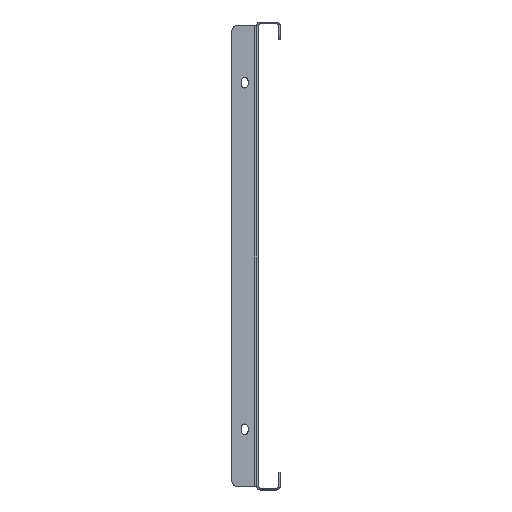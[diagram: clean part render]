
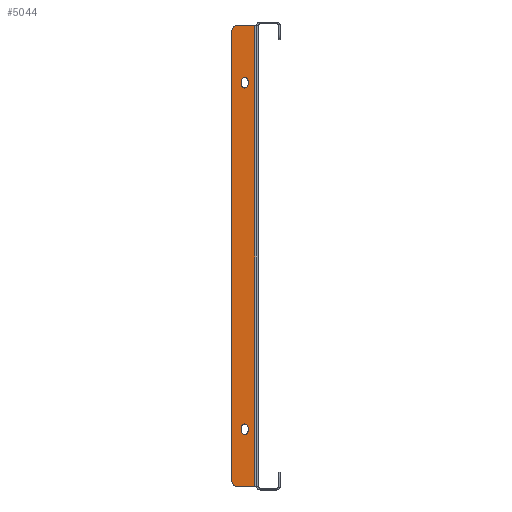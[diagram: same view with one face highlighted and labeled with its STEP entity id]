
A CAD part, left-side view. The second image highlights one B-rep face of the part: STEP entity #5044.
In plain terms, the highlighted planar face has unit normal (-1, 0, 0).
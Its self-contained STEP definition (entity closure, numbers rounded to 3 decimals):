
#513 = AXIS2_PLACEMENT_3D ( 'NONE', #6023, #17047, #1189 ) ;
#522 = VERTEX_POINT ( 'NONE', #4180 ) ;
#632 = ORIENTED_EDGE ( 'NONE', *, *, #19019, .F. ) ;
#637 = ORIENTED_EDGE ( 'NONE', *, *, #1377, .T. ) ;
#817 = CARTESIAN_POINT ( 'NONE',  ( -396., 16., 195.5 ) ) ;
#838 = ORIENTED_EDGE ( 'NONE', *, *, #15988, .F. ) ;
#874 = EDGE_CURVE ( 'NONE', #1788, #18027, #12107, .T. ) ;
#1016 = EDGE_CURVE ( 'NONE', #17230, #6097, #10518, .T. ) ;
#1189 = DIRECTION ( 'NONE',  ( 0., 1., 0. ) ) ;
#1377 = EDGE_CURVE ( 'NONE', #522, #18961, #10478, .T. ) ;
#1403 = CIRCLE ( 'NONE', #5008, 5. ) ;
#1412 = FACE_BOUND ( 'NONE', #4687, .T. ) ;
#1439 = EDGE_CURVE ( 'NONE', #522, #16799, #7790, .T. ) ;
#1558 = VERTEX_POINT ( 'NONE', #9826 ) ;
#1570 = DIRECTION ( 'NONE',  ( 0., 1., 0. ) ) ;
#1615 = ORIENTED_EDGE ( 'NONE', *, *, #7379, .F. ) ;
#1648 = DIRECTION ( 'NONE',  ( 0., -1., 0. ) ) ;
#1666 = CARTESIAN_POINT ( 'NONE',  ( -396., 7.25, 145.25 ) ) ;
#1788 = VERTEX_POINT ( 'NONE', #4389 ) ;
#1884 = CARTESIAN_POINT ( 'NONE',  ( -396., 16., -195.5 ) ) ;
#1920 = CARTESIAN_POINT ( 'NONE',  ( -396., 21., 190.5 ) ) ;
#1930 = EDGE_LOOP ( 'NONE', ( #1615, #16019, #6724, #632 ) ) ;
#2294 = CARTESIAN_POINT ( 'NONE',  ( -396., 10., 145.25 ) ) ;
#2705 = VECTOR ( 'NONE', #3833, 1000. ) ;
#2757 = DIRECTION ( 'NONE',  ( -1., 0., 0. ) ) ;
#2951 = EDGE_LOOP ( 'NONE', ( #838, #17001, #11216, #637, #7729, #19558 ) ) ;
#2978 = EDGE_CURVE ( 'NONE', #14205, #16676, #3304, .T. ) ;
#3057 = CARTESIAN_POINT ( 'NONE',  ( -396., 16., -190.5 ) ) ;
#3221 = AXIS2_PLACEMENT_3D ( 'NONE', #2294, #13017, #19320 ) ;
#3304 = CIRCLE ( 'NONE', #13525, 2.75 ) ;
#3785 = CIRCLE ( 'NONE', #513, 2.75 ) ;
#3833 = DIRECTION ( 'NONE',  ( 0., 0., -1. ) ) ;
#3890 = CARTESIAN_POINT ( 'NONE',  ( -396., 12.75, -145.25 ) ) ;
#4093 = CARTESIAN_POINT ( 'NONE',  ( -396., 0., 0. ) ) ;
#4180 = CARTESIAN_POINT ( 'NONE',  ( -396., 21., -190.5 ) ) ;
#4389 = CARTESIAN_POINT ( 'NONE',  ( -396., 12.75, 145.25 ) ) ;
#4687 = EDGE_LOOP ( 'NONE', ( #11118, #11114, #15753, #13292 ) ) ;
#5008 = AXIS2_PLACEMENT_3D ( 'NONE', #12904, #17647, #19406 ) ;
#5044 = ADVANCED_FACE ( 'NONE', ( #1412, #7675, #5635 ), #11913, .T. ) ;
#5083 = LINE ( 'NONE', #5496, #6993 ) ;
#5313 = VERTEX_POINT ( 'NONE', #14683 ) ;
#5496 = CARTESIAN_POINT ( 'NONE',  ( -396., 12.75, -145.25 ) ) ;
#5635 = FACE_OUTER_BOUND ( 'NONE', #2951, .T. ) ;
#5714 = EDGE_CURVE ( 'NONE', #9656, #16799, #1403, .T. ) ;
#6023 = CARTESIAN_POINT ( 'NONE',  ( -396., 10., -145.25 ) ) ;
#6097 = VERTEX_POINT ( 'NONE', #11888 ) ;
#6257 = DIRECTION ( 'NONE',  ( 0., -1., 0. ) ) ;
#6351 = CIRCLE ( 'NONE', #14258, 2.75 ) ;
#6724 = ORIENTED_EDGE ( 'NONE', *, *, #19296, .F. ) ;
#6939 = CARTESIAN_POINT ( 'NONE',  ( -396., 7.25, 148.75 ) ) ;
#6993 = VECTOR ( 'NONE', #16223, 1000. ) ;
#7379 = EDGE_CURVE ( 'NONE', #8191, #20123, #3785, .T. ) ;
#7675 = FACE_BOUND ( 'NONE', #1930, .T. ) ;
#7729 = ORIENTED_EDGE ( 'NONE', *, *, #19363, .F. ) ;
#7790 = LINE ( 'NONE', #17290, #12135 ) ;
#8191 = VERTEX_POINT ( 'NONE', #15261 ) ;
#8255 = AXIS2_PLACEMENT_3D ( 'NONE', #4093, #12620, #15619 ) ;
#9131 = VECTOR ( 'NONE', #17136, 1000. ) ;
#9146 = DIRECTION ( 'NONE',  ( 0., -1., 0. ) ) ;
#9281 = LINE ( 'NONE', #18798, #18347 ) ;
#9343 = DIRECTION ( 'NONE',  ( -1., 0., 0. ) ) ;
#9421 = DIRECTION ( 'NONE',  ( 0., 0., 1. ) ) ;
#9656 = VERTEX_POINT ( 'NONE', #817 ) ;
#9826 = CARTESIAN_POINT ( 'NONE',  ( -396., 7.25, -148.75 ) ) ;
#10237 = CARTESIAN_POINT ( 'NONE',  ( -396., 1.5, -195.5 ) ) ;
#10478 = CIRCLE ( 'NONE', #20402, 5. ) ;
#10518 = LINE ( 'NONE', #18687, #9131 ) ;
#10677 = EDGE_CURVE ( 'NONE', #1558, #8191, #11699, .T. ) ;
#11114 = ORIENTED_EDGE ( 'NONE', *, *, #19015, .F. ) ;
#11118 = ORIENTED_EDGE ( 'NONE', *, *, #874, .F. ) ;
#11216 = ORIENTED_EDGE ( 'NONE', *, *, #1439, .F. ) ;
#11331 = EDGE_CURVE ( 'NONE', #18027, #14205, #9281, .T. ) ;
#11699 = LINE ( 'NONE', #18426, #12229 ) ;
#11800 = DIRECTION ( 'NONE',  ( 0., 0., 1. ) ) ;
#11888 = CARTESIAN_POINT ( 'NONE',  ( -396., 1.5, 195.5 ) ) ;
#11913 = PLANE ( 'NONE',  #8255 ) ;
#12069 = DIRECTION ( 'NONE',  ( -1., 0., 0. ) ) ;
#12107 = CIRCLE ( 'NONE', #3221, 2.75 ) ;
#12135 = VECTOR ( 'NONE', #9421, 1000. ) ;
#12229 = VECTOR ( 'NONE', #11800, 1000. ) ;
#12620 = DIRECTION ( 'NONE',  ( -1., 0., 0. ) ) ;
#12904 = CARTESIAN_POINT ( 'NONE',  ( -396., 16., 190.5 ) ) ;
#13017 = DIRECTION ( 'NONE',  ( -1., 0., 0. ) ) ;
#13292 = ORIENTED_EDGE ( 'NONE', *, *, #11331, .F. ) ;
#13525 = AXIS2_PLACEMENT_3D ( 'NONE', #15657, #9343, #1648 ) ;
#14205 = VERTEX_POINT ( 'NONE', #6939 ) ;
#14258 = AXIS2_PLACEMENT_3D ( 'NONE', #14985, #12069, #1570 ) ;
#14683 = CARTESIAN_POINT ( 'NONE',  ( -396., 12.75, -148.75 ) ) ;
#14985 = CARTESIAN_POINT ( 'NONE',  ( -396., 10., -148.75 ) ) ;
#15261 = CARTESIAN_POINT ( 'NONE',  ( -396., 7.25, -145.25 ) ) ;
#15475 = DIRECTION ( 'NONE',  ( 0., 1., 0. ) ) ;
#15619 = DIRECTION ( 'NONE',  ( 0., -1., 0. ) ) ;
#15657 = CARTESIAN_POINT ( 'NONE',  ( -396., 10., 148.75 ) ) ;
#15678 = LINE ( 'NONE', #20353, #15903 ) ;
#15753 = ORIENTED_EDGE ( 'NONE', *, *, #2978, .F. ) ;
#15903 = VECTOR ( 'NONE', #15475, 1000. ) ;
#15988 = EDGE_CURVE ( 'NONE', #9656, #6097, #17115, .T. ) ;
#16019 = ORIENTED_EDGE ( 'NONE', *, *, #10677, .F. ) ;
#16223 = DIRECTION ( 'NONE',  ( 0., 0., -1. ) ) ;
#16539 = LINE ( 'NONE', #17972, #2705 ) ;
#16676 = VERTEX_POINT ( 'NONE', #17404 ) ;
#16799 = VERTEX_POINT ( 'NONE', #1920 ) ;
#16849 = DIRECTION ( 'NONE',  ( 0., 0., 1. ) ) ;
#17001 = ORIENTED_EDGE ( 'NONE', *, *, #5714, .T. ) ;
#17047 = DIRECTION ( 'NONE',  ( -1., 0., 0. ) ) ;
#17115 = LINE ( 'NONE', #18576, #19443 ) ;
#17136 = DIRECTION ( 'NONE',  ( 0., 0., 1. ) ) ;
#17230 = VERTEX_POINT ( 'NONE', #10237 ) ;
#17290 = CARTESIAN_POINT ( 'NONE',  ( -396., 21., 195.5 ) ) ;
#17404 = CARTESIAN_POINT ( 'NONE',  ( -396., 12.75, 148.75 ) ) ;
#17647 = DIRECTION ( 'NONE',  ( -1., 0., 0. ) ) ;
#17972 = CARTESIAN_POINT ( 'NONE',  ( -396., 12.75, 145.25 ) ) ;
#18027 = VERTEX_POINT ( 'NONE', #1666 ) ;
#18347 = VECTOR ( 'NONE', #16849, 1000. ) ;
#18426 = CARTESIAN_POINT ( 'NONE',  ( -396., 7.25, -145.25 ) ) ;
#18576 = CARTESIAN_POINT ( 'NONE',  ( -396., 0., 195.5 ) ) ;
#18687 = CARTESIAN_POINT ( 'NONE',  ( -396., 1.5, 0. ) ) ;
#18798 = CARTESIAN_POINT ( 'NONE',  ( -396., 7.25, 145.25 ) ) ;
#18961 = VERTEX_POINT ( 'NONE', #1884 ) ;
#19015 = EDGE_CURVE ( 'NONE', #16676, #1788, #16539, .T. ) ;
#19019 = EDGE_CURVE ( 'NONE', #20123, #5313, #5083, .T. ) ;
#19296 = EDGE_CURVE ( 'NONE', #5313, #1558, #6351, .T. ) ;
#19320 = DIRECTION ( 'NONE',  ( 0., -1., 0. ) ) ;
#19363 = EDGE_CURVE ( 'NONE', #17230, #18961, #15678, .T. ) ;
#19406 = DIRECTION ( 'NONE',  ( 0., -1., 0. ) ) ;
#19443 = VECTOR ( 'NONE', #9146, 1000. ) ;
#19558 = ORIENTED_EDGE ( 'NONE', *, *, #1016, .T. ) ;
#20123 = VERTEX_POINT ( 'NONE', #3890 ) ;
#20353 = CARTESIAN_POINT ( 'NONE',  ( -396., 21., -195.5 ) ) ;
#20402 = AXIS2_PLACEMENT_3D ( 'NONE', #3057, #2757, #6257 ) ;
